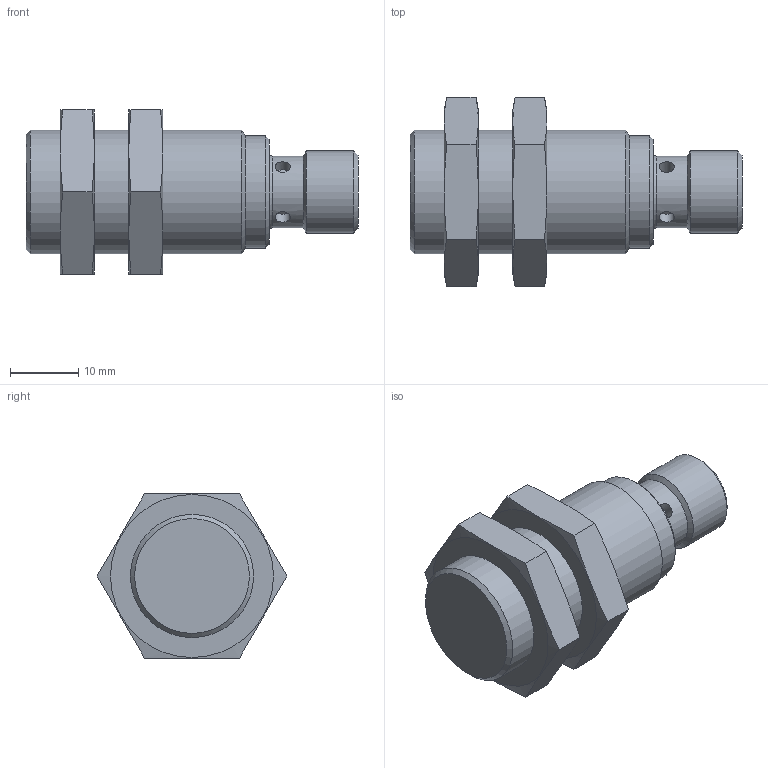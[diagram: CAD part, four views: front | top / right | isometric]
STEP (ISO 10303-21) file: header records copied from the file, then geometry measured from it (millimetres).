
FILE_DESCRIPTION(/* description */ ('STEP AP214'),/* implementation_level */ '2;1');
FILE_NAME(/* name */ '150457_SIEH-M18B-NS-S-L',/* time_stamp */ '2024-09-15T05:15:27+02:00',/* author */ ('License CC BY-ND 4.0'),/* organization */ ('CADENAS'),/* preprocessor_version */ 'ST-DEVELOPER v19.3',/* originating_system */ 'PARTsolutions',/* authorisation */ ' ');
FILE_SCHEMA (('AUTOMOTIVE_DESIGN {1 0 10303 214 3 1 1}'));
Length unit declared in the file: millimetre
Products named in the file (3): 150457 SIEH-M18B-NS-S-L; 150457 SIEH-M18B-NS-S-L---(SP); Flachmutter M18X1-5-24
Assembly tree (3 placements, depth 2):
  150457 SIEH-M18B-NS-S-L
    150457 SIEH-M18B-NS-S-L---(SP)
    Flachmutter M18X1-5-24  x2
Bounding box: 48.5 x 27.71 x 24 mm (x, y, z)
Volume: 12839.6 mm3; surface area: 5334.5 mm2
Topology: 3 solids, 3 shells, 47 faces, 97 edges, 61 vertices
Faces by surface type: plane 23, cone 13, cylinder 10, torus 1
Full cylindrical faces by diameter (mm): 2.2 x4, 10.5 x1, 12 x1, 16.4 x1, 16.917 x2, 18 x1
Entity records: 882 total; most frequent: CARTESIAN_POINT 208, DIRECTION 126, ORIENTED_EDGE 88, EDGE_LOOP 60, FACE_BOUND 60, AXIS2_PLACEMENT_3D 60, EDGE_CURVE 44, VERTEX_POINT 38
